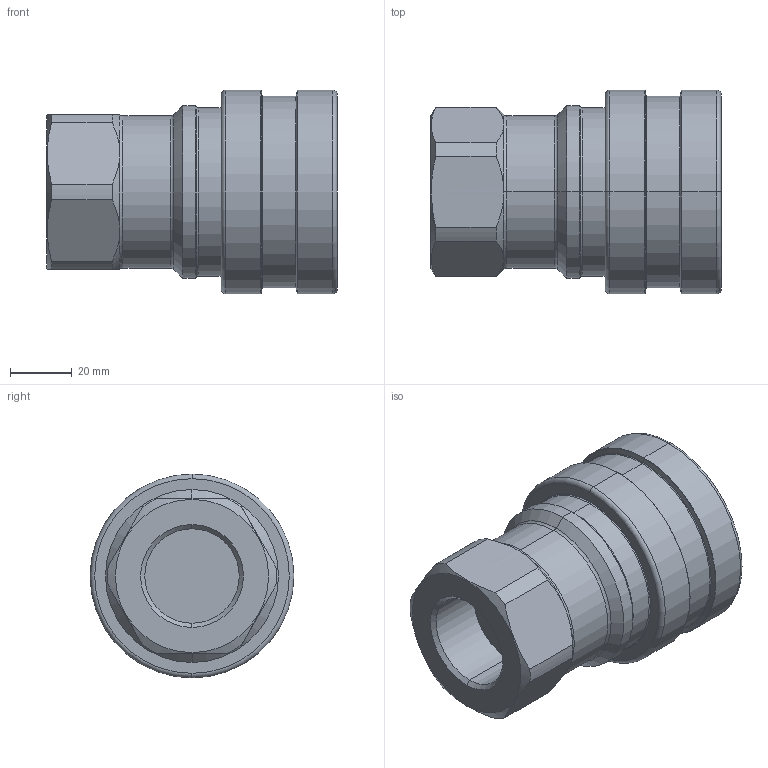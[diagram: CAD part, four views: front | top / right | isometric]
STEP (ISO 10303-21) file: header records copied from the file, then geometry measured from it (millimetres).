
FILE_DESCRIPTION (( 'STEP AP214' ), '1' );
FILE_NAME ('IB10011 H.STEP', '2015-09-02T07:25:41', ( 'admin' ), ( 'Microsoft' ), 'SwSTEP 2.0', 'SolidWorks 2009', '' );
FILE_SCHEMA (( 'AUTOMOTIVE_DESIGN' ));
Length unit declared in the file: millimetre
Products named in the file (1): IB10011 H
Bounding box: 93.95 x 66 x 66 mm (x, y, z)
Volume: 179885.6 mm3; surface area: 36983.6 mm2
Topology: 1 solids, 1 shells, 278 faces, 706 edges, 429 vertices
Faces by surface type: cone 95, cylinder 76, torus 60, sphere 24, plane 23
Entity records: 10508 total; most frequent: CARTESIAN_POINT 3763, DIRECTION 1481, ORIENTED_EDGE 1412, EDGE_CURVE 706, AXIS2_PLACEMENT_3D 659, VERTEX_POINT 429, CIRCLE 380, EDGE_LOOP 303
